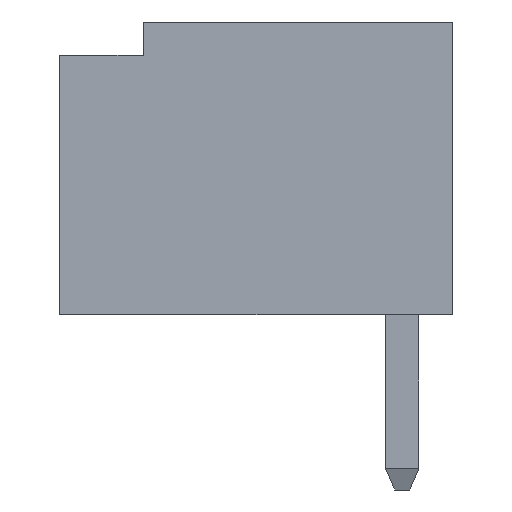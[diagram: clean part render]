
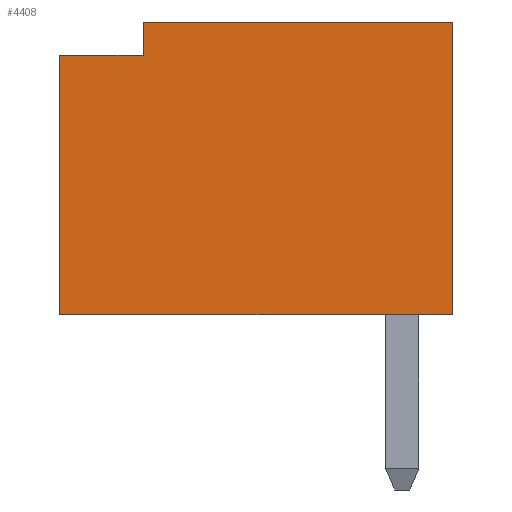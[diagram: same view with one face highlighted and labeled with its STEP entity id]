
A CAD part, left-side view. The second image highlights one B-rep face of the part: STEP entity #4408.
In plain terms, the highlighted planar face has unit normal (-1, 0, 0).
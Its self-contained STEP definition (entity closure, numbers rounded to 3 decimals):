
#5=DIRECTION('',(0.,0.,1.));
#6=VECTOR('',#5,3.5);
#7=CARTESIAN_POINT('',(-4.625,0.,-1.75));
#8=LINE('',#7,#6);
#57=DIRECTION('',(0.,1.,0.));
#58=VECTOR('',#57,3.7);
#59=CARTESIAN_POINT('',(-4.625,0.,1.75));
#60=LINE('',#59,#58);
#705=DIRECTION('',(0.,0.,1.));
#706=VECTOR('',#705,3.1);
#707=CARTESIAN_POINT('',(-4.625,4.7,-1.75));
#708=LINE('',#707,#706);
#833=DIRECTION('',(0.,-1.,0.));
#834=VECTOR('',#833,1.);
#835=CARTESIAN_POINT('',(-4.625,4.7,1.35));
#836=LINE('',#835,#834);
#837=DIRECTION('',(0.,0.,-1.));
#838=VECTOR('',#837,0.4);
#839=CARTESIAN_POINT('',(-4.625,3.7,1.75));
#840=LINE('',#839,#838);
#841=DIRECTION('',(0.,1.,0.));
#842=VECTOR('',#841,4.7);
#843=CARTESIAN_POINT('',(-4.625,0.,-1.75));
#844=LINE('',#843,#842);
#2665=CARTESIAN_POINT('',(-4.625,0.,-1.75));
#2666=CARTESIAN_POINT('',(-4.625,0.,1.75));
#2667=VERTEX_POINT('',#2665);
#2668=VERTEX_POINT('',#2666);
#2687=CARTESIAN_POINT('',(-4.625,4.7,-1.75));
#2688=VERTEX_POINT('',#2687);
#2713=CARTESIAN_POINT('',(-4.625,4.7,1.35));
#2714=CARTESIAN_POINT('',(-4.625,3.7,1.35));
#2715=VERTEX_POINT('',#2713);
#2716=VERTEX_POINT('',#2714);
#2717=CARTESIAN_POINT('',(-4.625,3.7,1.75));
#2718=VERTEX_POINT('',#2717);
#4393=CARTESIAN_POINT('',(-4.625,0.,-1.75));
#4394=DIRECTION('',(-1.,0.,0.));
#4395=DIRECTION('',(0.,0.,1.));
#4396=AXIS2_PLACEMENT_3D('',#4393,#4394,#4395);
#4397=PLANE('',#4396);
#4399=ORIENTED_EDGE('',*,*,#4398,.T.);
#4400=ORIENTED_EDGE('',*,*,#4382,.F.);
#4401=ORIENTED_EDGE('',*,*,#3559,.F.);
#4402=ORIENTED_EDGE('',*,*,#3502,.F.);
#4404=ORIENTED_EDGE('',*,*,#4403,.T.);
#4405=ORIENTED_EDGE('',*,*,#4244,.T.);
#4406=EDGE_LOOP('',(#4399,#4400,#4401,#4402,#4404,#4405));
#4407=FACE_OUTER_BOUND('',#4406,.F.);
#3502=EDGE_CURVE('',#2667,#2668,#8,.T.);
#3559=EDGE_CURVE('',#2668,#2718,#60,.T.);
#4244=EDGE_CURVE('',#2688,#2715,#708,.T.);
#4382=EDGE_CURVE('',#2718,#2716,#840,.T.);
#4398=EDGE_CURVE('',#2715,#2716,#836,.T.);
#4403=EDGE_CURVE('',#2667,#2688,#844,.T.);
#4408=ADVANCED_FACE('',(#4407),#4397,.T.);
